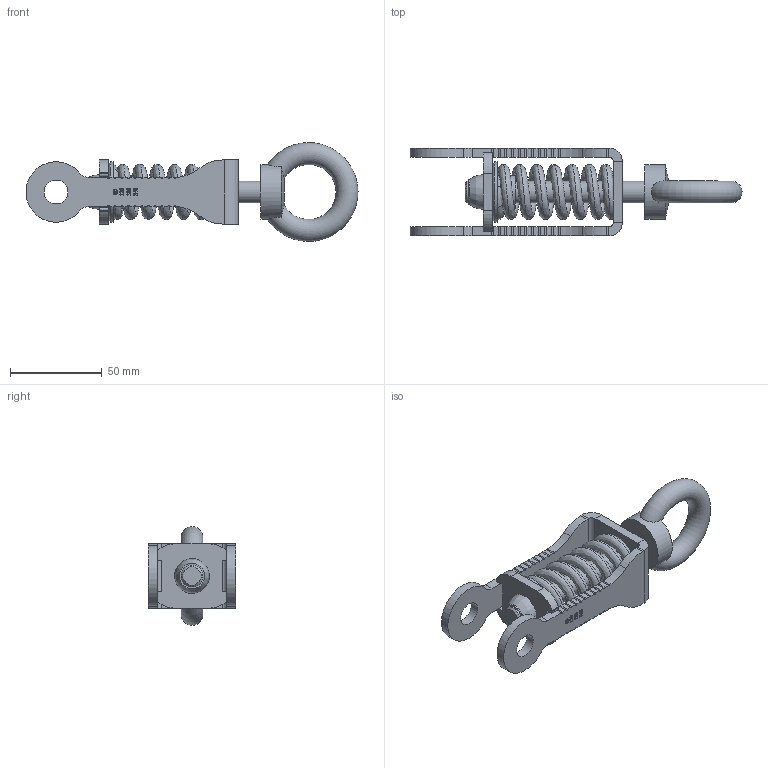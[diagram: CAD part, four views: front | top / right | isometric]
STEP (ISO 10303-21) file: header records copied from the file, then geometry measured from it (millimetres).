
FILE_DESCRIPTION(/* description */ ('PLEASE STATE GENERIC DESCRIPTION'),/* implementation_level */ '2;1');
FILE_NAME(/* name */ '198-TFI.stp',/* time_stamp */ '2016-02-09T17:46:32+00:00',/* author */ ('jslaven'),/* organization */ (''),/* preprocessor_version */ 'ST-DEVELOPER v15.2',/* originating_system */ 'Autodesk Inventor 2014',/* authorisation */ '');
FILE_SCHEMA (('CONFIG_CONTROL_DESIGN'));
Length unit declared in the file: millimetre
Products named in the file (1): Part35
Bounding box: 181.35 x 48 x 53.98 mm (x, y, z)
Volume: 86255.9 mm3; surface area: 39598.4 mm2
Topology: 1 solids, 2 shells, 542 faces, 1466 edges, 971 vertices
Faces by surface type: bspline 227, plane 219, cylinder 89, cone 6, torus 1
Full cylindrical faces by diameter (mm): 10.106 x1, 12 x2, 12.5 x2, 13 x2, 14 x1, 18 x1, 30 x1, 33 x1
Entity records: 25507 total; most frequent: CARTESIAN_POINT 12734, ORIENTED_EDGE 2890, DIRECTION 1810, EDGE_CURVE 1445, VERTEX_POINT 966, LINE 782, VECTOR 782, EDGE_LOOP 615
